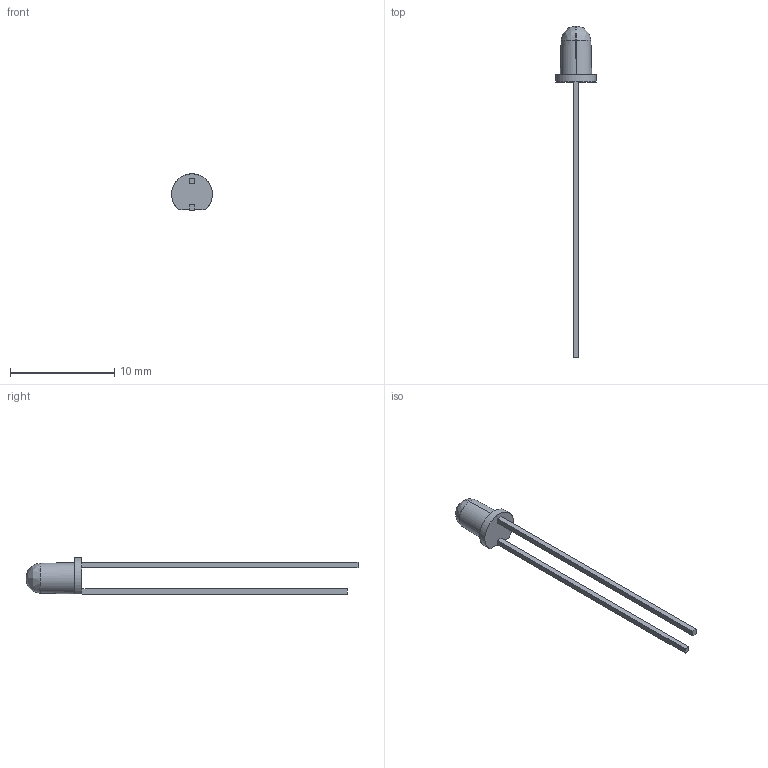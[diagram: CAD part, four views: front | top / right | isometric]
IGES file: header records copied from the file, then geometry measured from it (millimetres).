
Start section: SolidWorks IGES file using analytic representation for surfaces
Global section: file name: UV3TZ-XXX-XX.IGS; native system: SolidWorks 2012; preprocessor: SolidWorks 2012; author: awright; date: 121119.091919; units: inch
Bounding box: 3.91 x 31.78 x 3.48 mm (x, y, z)
Surface area: 171.9 mm2 (no closed solid volume)
Topology: 0 solids, 0 shells, 20 faces, 160 edges, 160 vertices
Faces by surface type: bspline 16, revolution 4
